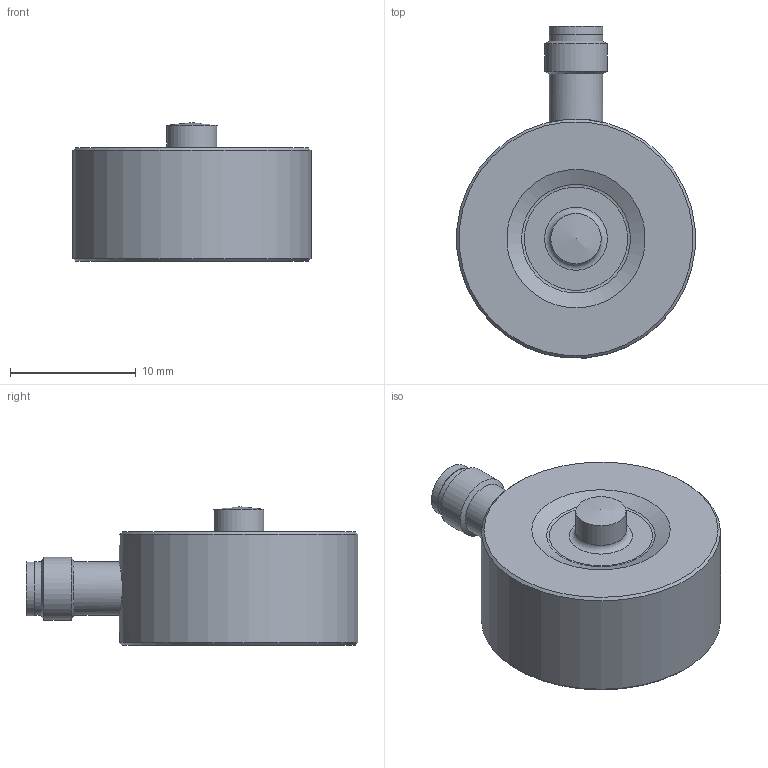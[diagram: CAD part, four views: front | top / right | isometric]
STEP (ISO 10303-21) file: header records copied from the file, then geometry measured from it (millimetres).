
FILE_DESCRIPTION( ( 'Unknown' ), '1' );
FILE_NAME( 'D0001001025-DLM20-BU.xxx.CP3.M4.stp', 'Unknown', ( 'Unknown' ), ( 'Unknown' ), 'PSStep 19.0.9', 'Unknown', ' ' );
FILE_SCHEMA( ( 'AUTOMOTIVE_DESIGN { 1 0 10303 214 1 1 1 1 }' ) );
Length unit declared in the file: millimetre
Products named in the file (1): 11216019
Bounding box: 18.93 x 26.36 x 11 mm (x, y, z)
Volume: 2490.4 mm3; surface area: 1461.3 mm2
Topology: 1 solids, 2 shells, 59 faces, 140 edges, 83 vertices
Faces by surface type: cylinder 26, cone 11, plane 11, sphere 7, torus 4
Full cylindrical faces by diameter (mm): 0.45 x4, 1.567 x8, 3.2 x1, 3.75 x1, 4 x1, 4.25 x2, 4.3 x1, 5 x1, 14 x1, 19 x1
Entity records: 1826 total; most frequent: CARTESIAN_POINT 254, DIRECTION 252, ORIENTED_EDGE 146, AXIS2_PLACEMENT_3D 120, EDGE_LOOP 104, FACE_OUTER_BOUND 82, EDGE_CURVE 73, VERTEX_POINT 66
